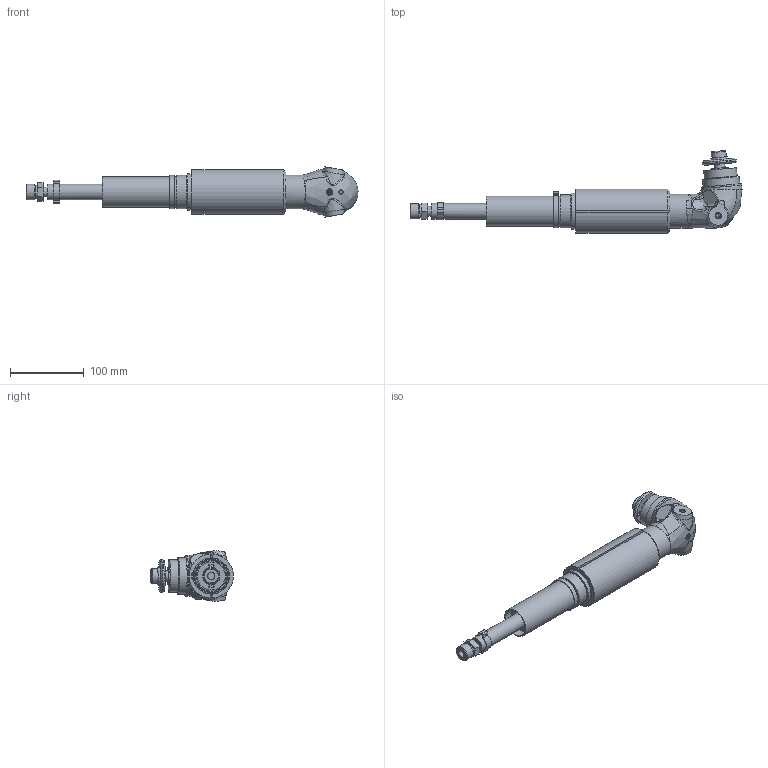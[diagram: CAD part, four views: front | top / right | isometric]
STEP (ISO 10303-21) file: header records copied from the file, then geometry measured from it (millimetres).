
FILE_DESCRIPTION(/* description */ ('EWS 121'),/* implementation_level */ '2;1');
FILE_NAME(/* name */ '60061665.stp',/* time_stamp */ '2023-12-20T12:02:33+01:00',/* author */ ('rmorof'),/* organization */ (''),/* preprocessor_version */ 'ST-DEVELOPER v20',/* originating_system */ 'Autodesk Inventor 2024',/* authorisation */ '');
FILE_SCHEMA (('AUTOMOTIVE_DESIGN { 1 0 10303 214 3 1 1 }'));
Length unit declared in the file: millimetre
Products named in the file (1): 60061665
Bounding box: 449.24 x 112.07 x 67.95 mm (x, y, z)
Volume: 798055 mm3; surface area: 96439.9 mm2
Topology: 2 solids, 2 shells, 338 faces, 815 edges, 516 vertices
Faces by surface type: plane 116, cylinder 101, bspline 64, cone 48, torus 7, sphere 2
Full cylindrical faces by diameter (mm): 6 x4, 6.647 x2, 8 x1, 8.3 x1, 8.5 x1, 10 x1, 11.4 x1, 12 x1, 13 x2, 14 x1, 18 x1, 18.63 x1, 20 x1, 20.96 x1, 21 x2, 22 x1, 22.2 x1, 26 x3, 26.02 x1, 26.2 x1, 38 x1, 41 x1, 41.48 x1, 41.5 x1, 42.917 x1, 44.5 x1, 45 x1, 46 x2, 48 x1, 49 x1
Entity records: 16699 total; most frequent: CARTESIAN_POINT 8756, ORIENTED_EDGE 1620, DIRECTION 1423, EDGE_CURVE 810, AXIS2_PLACEMENT_3D 584, VERTEX_POINT 515, EDGE_LOOP 393, FACE_OUTER_BOUND 338
